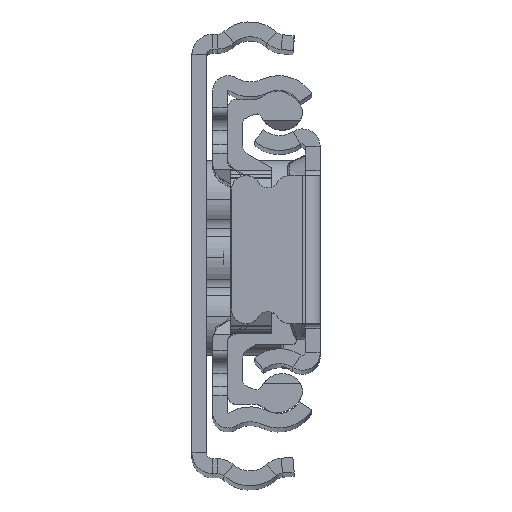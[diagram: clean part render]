
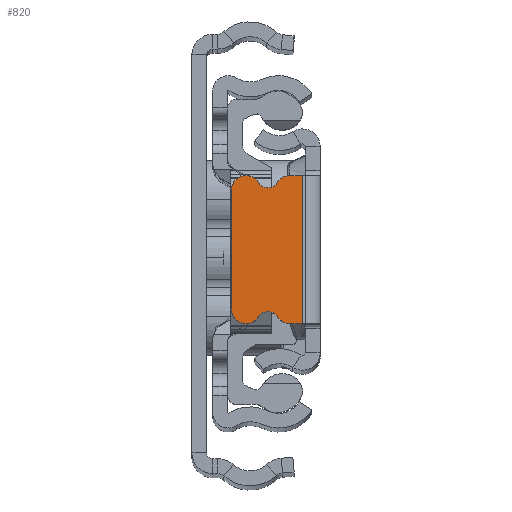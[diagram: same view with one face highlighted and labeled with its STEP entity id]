
A CAD part, top view. The second image highlights one B-rep face of the part: STEP entity #820.
In plain terms, the highlighted planar face has unit normal (0, 0, 1).
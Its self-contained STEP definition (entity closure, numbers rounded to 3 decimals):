
#13 = DIRECTION ( 'NONE',  ( 0., 1., 0. ) ) ;
#219 = CARTESIAN_POINT ( 'NONE',  ( -5.29, 6.27, 0. ) ) ;
#500 = EDGE_CURVE ( 'NONE', #12659, #6770, #6967, .T. ) ;
#815 = CARTESIAN_POINT ( 'NONE',  ( -5.29, -7.37, 0. ) ) ;
#820 = ADVANCED_FACE ( 'NONE', ( #14418 ), #6314, .T. ) ;
#909 = DIRECTION ( 'NONE',  ( 0., 0., -1. ) ) ;
#1061 = CIRCLE ( 'NONE', #3345, 1.1 ) ;
#1148 = ORIENTED_EDGE ( 'NONE', *, *, #3369, .T. ) ;
#1175 = ORIENTED_EDGE ( 'NONE', *, *, #15594, .T. ) ;
#1798 = CARTESIAN_POINT ( 'NONE',  ( -7.5, 6., 0. ) ) ;
#1948 = DIRECTION ( 'NONE',  ( 0., 0., 1. ) ) ;
#1962 = VECTOR ( 'NONE', #4784, 1000. ) ;
#2478 = DIRECTION ( 'NONE',  ( 0., 1., 0. ) ) ;
#2642 = DIRECTION ( 'NONE',  ( 0., 0., -1. ) ) ;
#2687 = VERTEX_POINT ( 'NONE', #5529 ) ;
#2840 = CIRCLE ( 'NONE', #19736, 1.5 ) ;
#3345 = AXIS2_PLACEMENT_3D ( 'NONE', #14078, #12551, #15403 ) ;
#3369 = EDGE_CURVE ( 'NONE', #10301, #18108, #8880, .T. ) ;
#3453 = VERTEX_POINT ( 'NONE', #14959 ) ;
#3464 = ORIENTED_EDGE ( 'NONE', *, *, #5204, .T. ) ;
#3526 = EDGE_CURVE ( 'NONE', #2687, #4156, #18276, .T. ) ;
#3821 = VERTEX_POINT ( 'NONE', #11672 ) ;
#4156 = VERTEX_POINT ( 'NONE', #11725 ) ;
#4171 = CARTESIAN_POINT ( 'NONE',  ( -9., 6., 0. ) ) ;
#4326 = CARTESIAN_POINT ( 'NONE',  ( -7.5, -7.5, 0. ) ) ;
#4347 = AXIS2_PLACEMENT_3D ( 'NONE', #815, #909, #11901 ) ;
#4396 = EDGE_CURVE ( 'NONE', #10378, #3821, #7765, .T. ) ;
#4784 = DIRECTION ( 'NONE',  ( -1., 0., 0. ) ) ;
#5016 = DIRECTION ( 'NONE',  ( 1., 0., 0. ) ) ;
#5204 = EDGE_CURVE ( 'NONE', #18108, #6359, #12061, .T. ) ;
#5328 = ORIENTED_EDGE ( 'NONE', *, *, #15957, .T. ) ;
#5529 = CARTESIAN_POINT ( 'NONE',  ( -3.08, 7.5, 0. ) ) ;
#5559 = CIRCLE ( 'NONE', #6222, 1.5 ) ;
#6222 = AXIS2_PLACEMENT_3D ( 'NONE', #14890, #19175, #2478 ) ;
#6314 = PLANE ( 'NONE',  #8469 ) ;
#6359 = VERTEX_POINT ( 'NONE', #19408 ) ;
#6498 = VERTEX_POINT ( 'NONE', #4326 ) ;
#6770 = VERTEX_POINT ( 'NONE', #18954 ) ;
#6932 = ORIENTED_EDGE ( 'NONE', *, *, #15335, .T. ) ;
#6967 = CIRCLE ( 'NONE', #4347, 1.1 ) ;
#7765 = LINE ( 'NONE', #15800, #12407 ) ;
#8360 = CARTESIAN_POINT ( 'NONE',  ( -3.08, -7.5, 0. ) ) ;
#8469 = AXIS2_PLACEMENT_3D ( 'NONE', #18907, #17563, #17374 ) ;
#8522 = ORIENTED_EDGE ( 'NONE', *, *, #3526, .T. ) ;
#8880 = CIRCLE ( 'NONE', #11465, 1.1 ) ;
#9328 = DIRECTION ( 'NONE',  ( 0., 1., 0. ) ) ;
#9445 = CARTESIAN_POINT ( 'NONE',  ( 0.7, 7.5, 0. ) ) ;
#9481 = CARTESIAN_POINT ( 'NONE',  ( -7.5, -6., 0. ) ) ;
#9514 = AXIS2_PLACEMENT_3D ( 'NONE', #15768, #10783, #12399 ) ;
#9814 = ORIENTED_EDGE ( 'NONE', *, *, #14838, .T. ) ;
#10301 = VERTEX_POINT ( 'NONE', #219 ) ;
#10378 = VERTEX_POINT ( 'NONE', #8360 ) ;
#10669 = ORIENTED_EDGE ( 'NONE', *, *, #500, .T. ) ;
#10783 = DIRECTION ( 'NONE',  ( 0., 0., 1. ) ) ;
#11465 = AXIS2_PLACEMENT_3D ( 'NONE', #12012, #2642, #13435 ) ;
#11631 = CARTESIAN_POINT ( 'NONE',  ( -1.8, 7.5, 0. ) ) ;
#11672 = CARTESIAN_POINT ( 'NONE',  ( -1.8, -7.5, 0. ) ) ;
#11725 = CARTESIAN_POINT ( 'NONE',  ( -4.355, 6.79, 0. ) ) ;
#11731 = CIRCLE ( 'NONE', #18566, 1.5 ) ;
#11901 = DIRECTION ( 'NONE',  ( 0., 1., 0. ) ) ;
#12012 = CARTESIAN_POINT ( 'NONE',  ( -5.29, 7.37, 0. ) ) ;
#12061 = CIRCLE ( 'NONE', #16619, 1.5 ) ;
#12307 = LINE ( 'NONE', #4171, #12740 ) ;
#12399 = DIRECTION ( 'NONE',  ( 0., 1., 0. ) ) ;
#12407 = VECTOR ( 'NONE', #5016, 1000. ) ;
#12551 = DIRECTION ( 'NONE',  ( 0., 0., -1. ) ) ;
#12659 = VERTEX_POINT ( 'NONE', #18564 ) ;
#12740 = VECTOR ( 'NONE', #18210, 1000. ) ;
#12935 = VERTEX_POINT ( 'NONE', #11631 ) ;
#13232 = CARTESIAN_POINT ( 'NONE',  ( -1.8, -10.425, 0. ) ) ;
#13435 = DIRECTION ( 'NONE',  ( 0., 1., 0. ) ) ;
#14027 = LINE ( 'NONE', #9445, #1962 ) ;
#14078 = CARTESIAN_POINT ( 'NONE',  ( -5.29, 7.37, 0. ) ) ;
#14418 = FACE_OUTER_BOUND ( 'NONE', #20012, .T. ) ;
#14570 = EDGE_CURVE ( 'NONE', #3453, #6498, #2840, .T. ) ;
#14662 = VECTOR ( 'NONE', #16495, 1000. ) ;
#14773 = LINE ( 'NONE', #13232, #14662 ) ;
#14838 = EDGE_CURVE ( 'NONE', #12935, #2687, #14027, .T. ) ;
#14890 = CARTESIAN_POINT ( 'NONE',  ( -3.08, -6., 0. ) ) ;
#14959 = CARTESIAN_POINT ( 'NONE',  ( -9., -6., 0. ) ) ;
#15253 = ORIENTED_EDGE ( 'NONE', *, *, #20031, .T. ) ;
#15335 = EDGE_CURVE ( 'NONE', #6770, #10378, #5559, .T. ) ;
#15403 = DIRECTION ( 'NONE',  ( 0., 1., 0. ) ) ;
#15497 = DIRECTION ( 'NONE',  ( 0., 1., 0. ) ) ;
#15592 = DIRECTION ( 'NONE',  ( 0., 0., 1. ) ) ;
#15594 = EDGE_CURVE ( 'NONE', #6498, #12659, #11731, .T. ) ;
#15768 = CARTESIAN_POINT ( 'NONE',  ( -3.08, 6., 0. ) ) ;
#15800 = CARTESIAN_POINT ( 'NONE',  ( 0.7, -7.5, 0. ) ) ;
#15957 = EDGE_CURVE ( 'NONE', #6359, #3453, #12307, .T. ) ;
#16495 = DIRECTION ( 'NONE',  ( 0., -1., 0. ) ) ;
#16619 = AXIS2_PLACEMENT_3D ( 'NONE', #1798, #20026, #9328 ) ;
#16676 = ORIENTED_EDGE ( 'NONE', *, *, #17015, .F. ) ;
#16720 = ORIENTED_EDGE ( 'NONE', *, *, #14570, .T. ) ;
#17015 = EDGE_CURVE ( 'NONE', #12935, #3821, #14773, .T. ) ;
#17169 = CARTESIAN_POINT ( 'NONE',  ( -6.225, 6.79, 0. ) ) ;
#17318 = CARTESIAN_POINT ( 'NONE',  ( -7.5, -6., 0. ) ) ;
#17374 = DIRECTION ( 'NONE',  ( 0., 1., 0. ) ) ;
#17563 = DIRECTION ( 'NONE',  ( 0., 0., 1. ) ) ;
#17997 = ORIENTED_EDGE ( 'NONE', *, *, #4396, .T. ) ;
#18108 = VERTEX_POINT ( 'NONE', #17169 ) ;
#18210 = DIRECTION ( 'NONE',  ( 0., -1., 0. ) ) ;
#18276 = CIRCLE ( 'NONE', #9514, 1.5 ) ;
#18564 = CARTESIAN_POINT ( 'NONE',  ( -6.225, -6.79, 0. ) ) ;
#18566 = AXIS2_PLACEMENT_3D ( 'NONE', #17318, #15592, #15497 ) ;
#18907 = CARTESIAN_POINT ( 'NONE',  ( 243.5, -10.425, 0. ) ) ;
#18954 = CARTESIAN_POINT ( 'NONE',  ( -4.355, -6.79, 0. ) ) ;
#19175 = DIRECTION ( 'NONE',  ( 0., 0., 1. ) ) ;
#19408 = CARTESIAN_POINT ( 'NONE',  ( -9., 6., 0. ) ) ;
#19736 = AXIS2_PLACEMENT_3D ( 'NONE', #9481, #1948, #13 ) ;
#20012 = EDGE_LOOP ( 'NONE', ( #16676, #9814, #8522, #15253, #1148, #3464, #5328, #16720, #1175, #10669, #6932, #17997 ) ) ;
#20026 = DIRECTION ( 'NONE',  ( 0., 0., 1. ) ) ;
#20031 = EDGE_CURVE ( 'NONE', #4156, #10301, #1061, .T. ) ;
